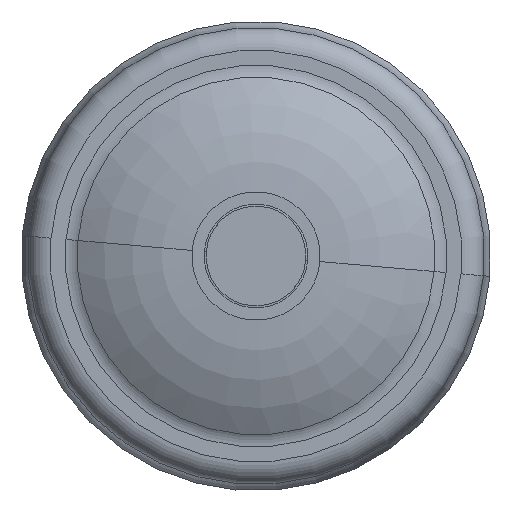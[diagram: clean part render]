
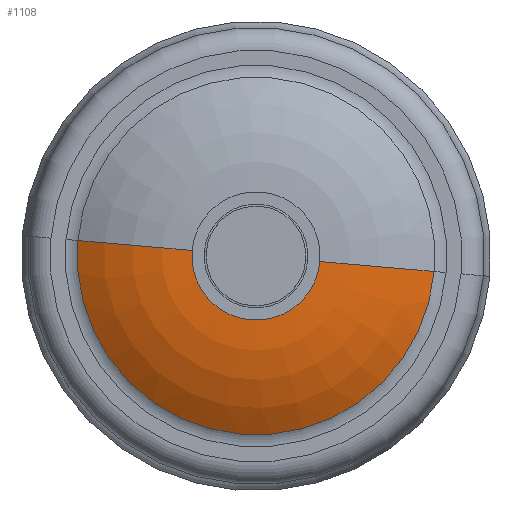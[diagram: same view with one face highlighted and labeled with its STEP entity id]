
A CAD part, front view. The second image highlights one B-rep face of the part: STEP entity #1108.
In plain terms, the highlighted toroidal (fillet/blend) face has major radius 6.235 mm and minor radius 20.2 mm.
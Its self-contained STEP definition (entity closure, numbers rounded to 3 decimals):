
#19 = CARTESIAN_POINT ( 'NONE',  ( -6.211, 13.2, 0.54 ) ) ;
#29 = CIRCLE ( 'NONE', #902, 20.2 ) ;
#61 = CIRCLE ( 'NONE', #1264, 17.378 ) ;
#91 = CARTESIAN_POINT ( 'NONE',  ( 6.211, -7., -0.54 ) ) ;
#108 = EDGE_CURVE ( 'NONE', #858, #1144, #29, .T. ) ;
#145 = DIRECTION ( 'NONE',  ( -0.996, 0., 0.087 ) ) ;
#176 = CARTESIAN_POINT ( 'NONE',  ( 0., -7., 0. ) ) ;
#252 = DIRECTION ( 'NONE',  ( 0., -1., 0. ) ) ;
#269 = DIRECTION ( 'NONE',  ( -0.996, 0., 0.087 ) ) ;
#304 = CARTESIAN_POINT ( 'NONE',  ( -6.211, -7., 0.54 ) ) ;
#307 = ORIENTED_EDGE ( 'NONE', *, *, #108, .F. ) ;
#320 = CIRCLE ( 'NONE', #644, 20.2 ) ;
#354 = ORIENTED_EDGE ( 'NONE', *, *, #547, .T. ) ;
#370 = CARTESIAN_POINT ( 'NONE',  ( 0., 13.2, 0. ) ) ;
#415 = AXIS2_PLACEMENT_3D ( 'NONE', #176, #1073, #1168 ) ;
#445 = ORIENTED_EDGE ( 'NONE', *, *, #600, .T. ) ;
#457 = CIRCLE ( 'NONE', #415, 6.235 ) ;
#484 = DIRECTION ( 'NONE',  ( -0.087, 0., -0.996 ) ) ;
#546 = EDGE_LOOP ( 'NONE', ( #445, #354, #1314, #307 ) ) ;
#547 = EDGE_CURVE ( 'NONE', #1050, #1164, #320, .T. ) ;
#575 = DIRECTION ( 'NONE',  ( 0., -1., 0. ) ) ;
#589 = DIRECTION ( 'NONE',  ( -0.996, 0., 0.087 ) ) ;
#600 = EDGE_CURVE ( 'NONE', #858, #1050, #61, .T. ) ;
#622 = EDGE_CURVE ( 'NONE', #1144, #1164, #457, .T. ) ;
#644 = AXIS2_PLACEMENT_3D ( 'NONE', #876, #484, #589 ) ;
#655 = CARTESIAN_POINT ( 'NONE',  ( 17.312, -3.648, -1.506 ) ) ;
#669 = FACE_OUTER_BOUND ( 'NONE', #546, .T. ) ;
#858 = VERTEX_POINT ( 'NONE', #893 ) ;
#876 = CARTESIAN_POINT ( 'NONE',  ( 6.211, 13.2, -0.54 ) ) ;
#893 = CARTESIAN_POINT ( 'NONE',  ( -17.312, -3.648, 1.506 ) ) ;
#902 = AXIS2_PLACEMENT_3D ( 'NONE', #19, #1253, #1319 ) ;
#1023 = AXIS2_PLACEMENT_3D ( 'NONE', #370, #252, #145 ) ;
#1050 = VERTEX_POINT ( 'NONE', #655 ) ;
#1073 = DIRECTION ( 'NONE',  ( 0., -1., 0. ) ) ;
#1108 = ADVANCED_FACE ( 'NONE', ( #669 ), #1281, .T. ) ;
#1144 = VERTEX_POINT ( 'NONE', #304 ) ;
#1164 = VERTEX_POINT ( 'NONE', #91 ) ;
#1168 = DIRECTION ( 'NONE',  ( -0.996, 0., 0.087 ) ) ;
#1253 = DIRECTION ( 'NONE',  ( 0.087, 0., 0.996 ) ) ;
#1264 = AXIS2_PLACEMENT_3D ( 'NONE', #1305, #575, #269 ) ;
#1281 = TOROIDAL_SURFACE ( 'NONE', #1023, 6.235, 20.2 ) ;
#1305 = CARTESIAN_POINT ( 'NONE',  ( 0., -3.648, 0. ) ) ;
#1314 = ORIENTED_EDGE ( 'NONE', *, *, #622, .F. ) ;
#1319 = DIRECTION ( 'NONE',  ( 0.996, 0., -0.087 ) ) ;
